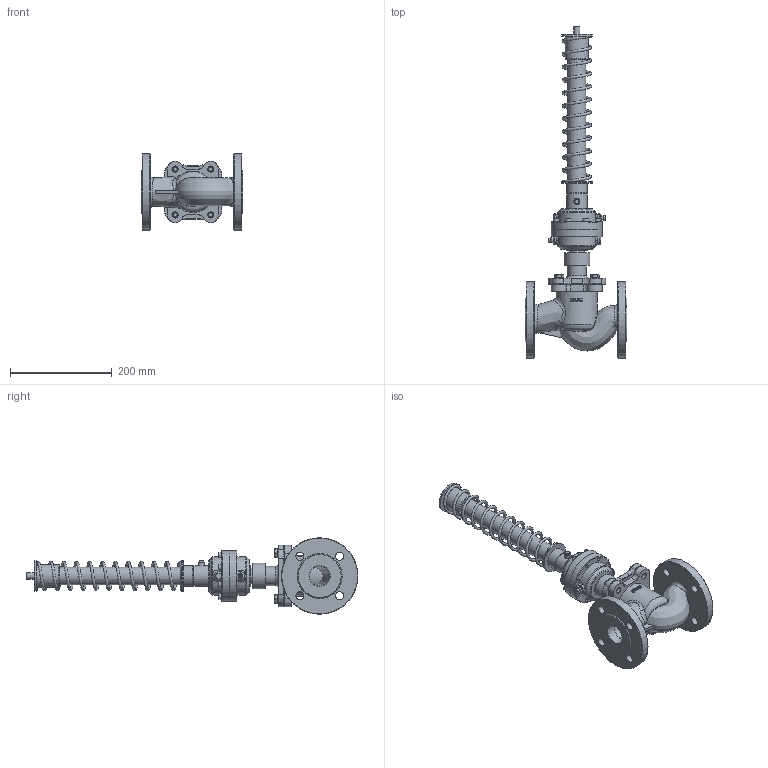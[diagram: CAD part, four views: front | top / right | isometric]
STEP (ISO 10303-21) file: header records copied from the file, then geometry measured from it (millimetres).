
FILE_DESCRIPTION(/* description */ (''),/* implementation_level */ '2;1');
FILE_NAME(/* name */ 'DN40_3D_STEP.stp',/* time_stamp */ '2024-04-24T00:16:40+03:00',/* author */ ('igorr'),/* organization */ (''),/* preprocessor_version */ 'ST-DEVELOPER v19.2',/* originating_system */ 'Autodesk Inventor 2023',/* authorisation */ '');
FILE_SCHEMA (('AUTOMOTIVE_DESIGN { 1 0 10303 214 3 1 1 }'));
Length unit declared in the file: millimetre
Products named in the file (6): Сборка; Деталь2; Деталь1; AS 1110 - M5 x 10; AS 1420 - 1973 - M6 x 25; AS 1110 - M10 x 20
Assembly tree (15 placements, depth 2):
  Сборка
    Деталь2
    Деталь1
    AS 1110 - M5 x 10
    AS 1420 - 1973 - M6 x 25  x8
    AS 1110 - M10 x 20  x4
Bounding box: 200 x 651 x 150 mm (x, y, z)
Volume: 2338729.4 mm3; surface area: 347270.2 mm2
Topology: 15 solids, 15 shells, 600 faces, 1440 edges, 918 vertices
Faces by surface type: plane 265, cylinder 157, torus 63, cone 61, bspline 54
Full cylindrical faces by diameter (mm): 4 x2, 5 x1, 6 x8, 7 x16, 8 x3, 10 x12, 12 x10, 16 x12, 30 x1, 35 x1, 37.483 x1, 40 x5, 45 x1, 50.49 x1, 60 x2, 80 x1, 90 x1, 100 x2, 150 x2
Entity records: 19554 total; most frequent: CARTESIAN_POINT 8868, DIRECTION 2104, ORIENTED_EDGE 2068, EDGE_CURVE 1034, AXIS2_PLACEMENT_3D 856, VERTEX_POINT 660, EDGE_LOOP 530, CIRCLE 458
